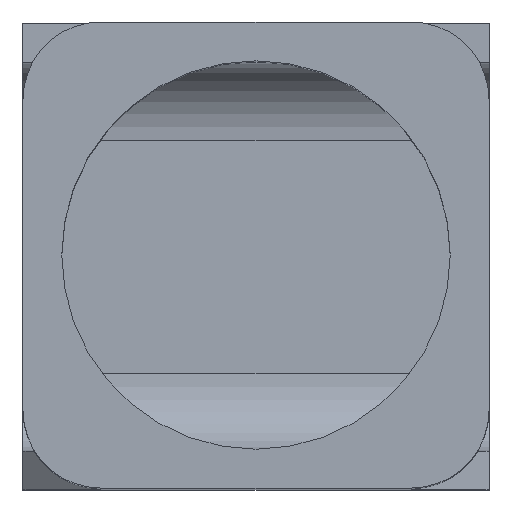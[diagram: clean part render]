
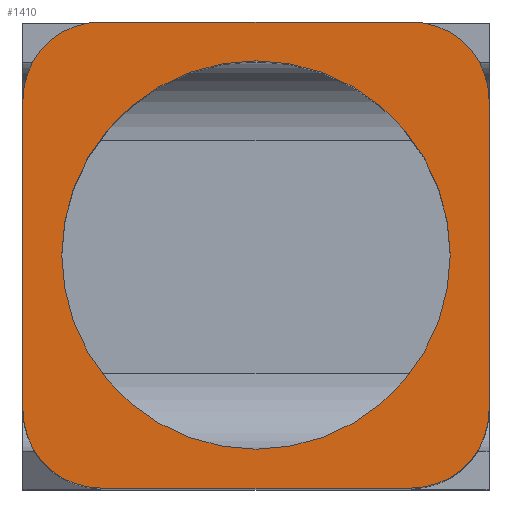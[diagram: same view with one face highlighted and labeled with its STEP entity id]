
A CAD part, top view. The second image highlights one B-rep face of the part: STEP entity #1410.
In plain terms, the highlighted planar face has unit normal (0, 0, 1).
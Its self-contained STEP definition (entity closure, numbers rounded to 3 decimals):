
#4 = LINE ( 'NONE', #129, #1922 ) ;
#39 = DIRECTION ( 'NONE',  ( 1., 0., 0. ) ) ;
#119 = AXIS2_PLACEMENT_3D ( 'NONE', #1396, #1867, #921 ) ;
#129 = CARTESIAN_POINT ( 'NONE',  ( 1.5, 0., 4. ) ) ;
#136 = CARTESIAN_POINT ( 'NONE',  ( 1., -1.5, 4. ) ) ;
#142 = CIRCLE ( 'NONE', #119, 0.5 ) ;
#174 = DIRECTION ( 'NONE',  ( 1., 0., 0. ) ) ;
#176 = EDGE_CURVE ( 'NONE', #915, #754, #421, .T. ) ;
#243 = ORIENTED_EDGE ( 'NONE', *, *, #1581, .F. ) ;
#258 = CARTESIAN_POINT ( 'NONE',  ( 0., 0., 4. ) ) ;
#318 = DIRECTION ( 'NONE',  ( 0., 0., -1. ) ) ;
#336 = VERTEX_POINT ( 'NONE', #136 ) ;
#350 = DIRECTION ( 'NONE',  ( -1., 0., 0. ) ) ;
#380 = CARTESIAN_POINT ( 'NONE',  ( -1., -1.5, 4. ) ) ;
#404 = CARTESIAN_POINT ( 'NONE',  ( 0., 0., 4. ) ) ;
#406 = ORIENTED_EDGE ( 'NONE', *, *, #1262, .T. ) ;
#409 = DIRECTION ( 'NONE',  ( -1., 0., 0. ) ) ;
#419 = LINE ( 'NONE', #1213, #1863 ) ;
#421 = CIRCLE ( 'NONE', #1891, 1.25 ) ;
#424 = EDGE_CURVE ( 'NONE', #754, #915, #1175, .T. ) ;
#460 = DIRECTION ( 'NONE',  ( 0., 0., -1. ) ) ;
#472 = EDGE_CURVE ( 'NONE', #1230, #610, #1544, .T. ) ;
#484 = DIRECTION ( 'NONE',  ( -1., 0., 0. ) ) ;
#512 = CARTESIAN_POINT ( 'NONE',  ( -1., 1.5, 4. ) ) ;
#564 = DIRECTION ( 'NONE',  ( 1., 0., 0. ) ) ;
#610 = VERTEX_POINT ( 'NONE', #659 ) ;
#656 = CARTESIAN_POINT ( 'NONE',  ( -1.5, -1., 4. ) ) ;
#659 = CARTESIAN_POINT ( 'NONE',  ( 1.5, 1., 4. ) ) ;
#709 = EDGE_LOOP ( 'NONE', ( #406, #243, #1245, #987, #1580, #1733, #733, #1776 ) ) ;
#720 = CARTESIAN_POINT ( 'NONE',  ( -1.25, 0., 4. ) ) ;
#733 = ORIENTED_EDGE ( 'NONE', *, *, #1700, .T. ) ;
#741 = LINE ( 'NONE', #1762, #1469 ) ;
#754 = VERTEX_POINT ( 'NONE', #720 ) ;
#791 = EDGE_CURVE ( 'NONE', #1285, #1483, #1695, .T. ) ;
#816 = EDGE_CURVE ( 'NONE', #1132, #610, #4, .T. ) ;
#840 = FACE_OUTER_BOUND ( 'NONE', #709, .T. ) ;
#845 = DIRECTION ( 'NONE',  ( 0., 0., -1. ) ) ;
#861 = CARTESIAN_POINT ( 'NONE',  ( -1.5, 1., 4. ) ) ;
#896 = AXIS2_PLACEMENT_3D ( 'NONE', #1172, #1816, #409 ) ;
#915 = VERTEX_POINT ( 'NONE', #1526 ) ;
#921 = DIRECTION ( 'NONE',  ( 1., 0., 0. ) ) ;
#979 = DIRECTION ( 'NONE',  ( 1., 0., 0. ) ) ;
#987 = ORIENTED_EDGE ( 'NONE', *, *, #472, .F. ) ;
#998 = PLANE ( 'NONE',  #1947 ) ;
#1076 = CARTESIAN_POINT ( 'NONE',  ( 1., 1., 4. ) ) ;
#1120 = CARTESIAN_POINT ( 'NONE',  ( 1.5, -1., 4. ) ) ;
#1132 = VERTEX_POINT ( 'NONE', #1120 ) ;
#1146 = DIRECTION ( 'NONE',  ( 0., 0., 1. ) ) ;
#1159 = EDGE_CURVE ( 'NONE', #1230, #1959, #741, .T. ) ;
#1172 = CARTESIAN_POINT ( 'NONE',  ( -1., -1., 4. ) ) ;
#1175 = CIRCLE ( 'NONE', #1619, 1.25 ) ;
#1188 = VERTEX_POINT ( 'NONE', #861 ) ;
#1190 = DIRECTION ( 'NONE',  ( 0., 1., 0. ) ) ;
#1213 = CARTESIAN_POINT ( 'NONE',  ( -1.5, 0., 4. ) ) ;
#1230 = VERTEX_POINT ( 'NONE', #1795 ) ;
#1245 = ORIENTED_EDGE ( 'NONE', *, *, #816, .T. ) ;
#1252 = ORIENTED_EDGE ( 'NONE', *, *, #424, .T. ) ;
#1262 = EDGE_CURVE ( 'NONE', #1483, #336, #1320, .T. ) ;
#1263 = CARTESIAN_POINT ( 'NONE',  ( 0., -1.5, 4. ) ) ;
#1279 = EDGE_LOOP ( 'NONE', ( #1804, #1252 ) ) ;
#1285 = VERTEX_POINT ( 'NONE', #656 ) ;
#1320 = LINE ( 'NONE', #1263, #1673 ) ;
#1396 = CARTESIAN_POINT ( 'NONE',  ( -1., 1., 4. ) ) ;
#1410 = ADVANCED_FACE ( 'NONE', ( #1814, #840 ), #998, .T. ) ;
#1469 = VECTOR ( 'NONE', #350, 1000. ) ;
#1470 = DIRECTION ( 'NONE',  ( 1., 0., 0. ) ) ;
#1483 = VERTEX_POINT ( 'NONE', #380 ) ;
#1484 = CARTESIAN_POINT ( 'NONE',  ( 1., -1., 4. ) ) ;
#1526 = CARTESIAN_POINT ( 'NONE',  ( 1.25, 0., 4. ) ) ;
#1534 = DIRECTION ( 'NONE',  ( 0., -1., 0. ) ) ;
#1544 = CIRCLE ( 'NONE', #1784, 0.5 ) ;
#1580 = ORIENTED_EDGE ( 'NONE', *, *, #1159, .T. ) ;
#1581 = EDGE_CURVE ( 'NONE', #1132, #336, #1939, .T. ) ;
#1619 = AXIS2_PLACEMENT_3D ( 'NONE', #1712, #460, #174 ) ;
#1673 = VECTOR ( 'NONE', #39, 1000. ) ;
#1695 = CIRCLE ( 'NONE', #896, 0.5 ) ;
#1700 = EDGE_CURVE ( 'NONE', #1188, #1285, #419, .T. ) ;
#1712 = CARTESIAN_POINT ( 'NONE',  ( 0., 0., 4. ) ) ;
#1733 = ORIENTED_EDGE ( 'NONE', *, *, #1794, .F. ) ;
#1762 = CARTESIAN_POINT ( 'NONE',  ( 0., 1.5, 4. ) ) ;
#1776 = ORIENTED_EDGE ( 'NONE', *, *, #791, .T. ) ;
#1784 = AXIS2_PLACEMENT_3D ( 'NONE', #1076, #318, #484 ) ;
#1794 = EDGE_CURVE ( 'NONE', #1188, #1959, #142, .T. ) ;
#1795 = CARTESIAN_POINT ( 'NONE',  ( 1., 1.5, 4. ) ) ;
#1804 = ORIENTED_EDGE ( 'NONE', *, *, #176, .T. ) ;
#1814 = FACE_BOUND ( 'NONE', #1279, .T. ) ;
#1816 = DIRECTION ( 'NONE',  ( 0., 0., 1. ) ) ;
#1836 = AXIS2_PLACEMENT_3D ( 'NONE', #1484, #1973, #564 ) ;
#1863 = VECTOR ( 'NONE', #1534, 1000. ) ;
#1867 = DIRECTION ( 'NONE',  ( 0., 0., -1. ) ) ;
#1891 = AXIS2_PLACEMENT_3D ( 'NONE', #404, #845, #979 ) ;
#1922 = VECTOR ( 'NONE', #1190, 1000. ) ;
#1939 = CIRCLE ( 'NONE', #1836, 0.5 ) ;
#1947 = AXIS2_PLACEMENT_3D ( 'NONE', #258, #1146, #1470 ) ;
#1959 = VERTEX_POINT ( 'NONE', #512 ) ;
#1973 = DIRECTION ( 'NONE',  ( 0., 0., -1. ) ) ;
